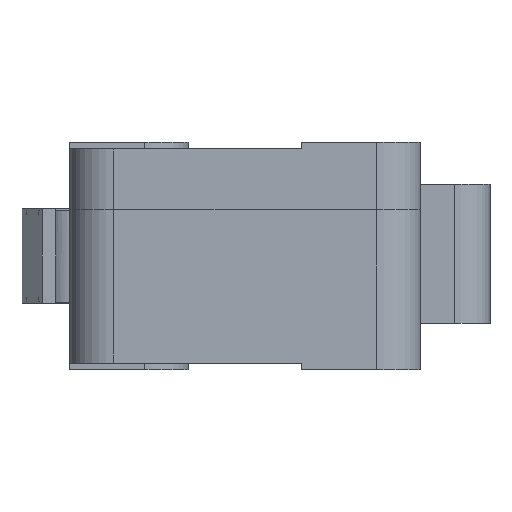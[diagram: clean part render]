
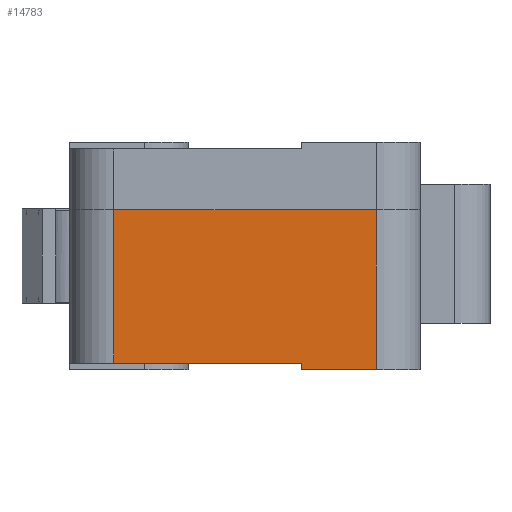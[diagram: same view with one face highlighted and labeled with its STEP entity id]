
A CAD part, left-side view. The second image highlights one B-rep face of the part: STEP entity #14783.
In plain terms, the highlighted planar face has unit normal (-1, 0, 0).
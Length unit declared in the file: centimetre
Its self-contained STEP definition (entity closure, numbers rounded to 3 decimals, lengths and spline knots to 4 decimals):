
#1657=FACE_OUTER_BOUND('',#2499,.T.);
#2499=EDGE_LOOP('',(#13475,#13476,#13477,#13478,#13479,#13480));
#3610=LINE('',#24004,#5208);
#4077=LINE('',#26848,#5675);
#4081=LINE('',#26858,#5679);
#4084=LINE('',#26868,#5682);
#4087=LINE('',#26874,#5685);
#4100=LINE('',#26906,#5698);
#5208=VECTOR('',#17370,1.);
#5675=VECTOR('',#18391,1.);
#5679=VECTOR('',#18399,1.);
#5682=VECTOR('',#18412,1.);
#5685=VECTOR('',#18421,1.);
#5698=VECTOR('',#18462,1.);
#6799=VERTEX_POINT('',#23992);
#6802=VERTEX_POINT('',#24003);
#7092=VERTEX_POINT('',#26844);
#7093=VERTEX_POINT('',#26846);
#7097=VERTEX_POINT('',#26857);
#7099=VERTEX_POINT('',#26866);
#8589=EDGE_CURVE('',#6802,#6799,#3610,.T.);
#9206=EDGE_CURVE('',#7092,#7093,#4077,.T.);
#9211=EDGE_CURVE('',#7097,#7092,#4081,.T.);
#9216=EDGE_CURVE('',#7099,#7093,#4084,.T.);
#9219=EDGE_CURVE('',#7097,#6799,#4087,.T.);
#9234=EDGE_CURVE('',#7099,#6802,#4100,.T.);
#13475=ORIENTED_EDGE('',*,*,#8589,.T.);
#13476=ORIENTED_EDGE('',*,*,#9219,.F.);
#13477=ORIENTED_EDGE('',*,*,#9211,.T.);
#13478=ORIENTED_EDGE('',*,*,#9206,.T.);
#13479=ORIENTED_EDGE('',*,*,#9216,.F.);
#13480=ORIENTED_EDGE('',*,*,#9234,.T.);
#14007=PLANE('',#15487);
#14783=ADVANCED_FACE('',(#1657),#14007,.T.);
#15487=AXIS2_PLACEMENT_3D('',#26905,#18460,#18461);
#17370=DIRECTION('',(0.,1.,0.));
#18391=DIRECTION('',(0.,0.,-1.));
#18399=DIRECTION('',(0.,-1.,0.));
#18412=DIRECTION('',(0.,1.,0.));
#18421=DIRECTION('',(0.,0.,1.));
#18460=DIRECTION('center_axis',(-1.,0.,0.));
#18461=DIRECTION('ref_axis',(0.,0.,1.));
#18462=DIRECTION('',(0.,0.,1.));
#23992=CARTESIAN_POINT('',(-2.89,0.6425,0.725));
#24003=CARTESIAN_POINT('',(-2.89,-0.5475,0.725));
#24004=CARTESIAN_POINT('',(-2.89,0.1475,0.725));
#26844=CARTESIAN_POINT('',(-2.89,-0.2075,0.03));
#26846=CARTESIAN_POINT('',(-2.89,-0.2075,0.));
#26848=CARTESIAN_POINT('',(-2.89,-0.2075,0.));
#26857=CARTESIAN_POINT('',(-2.89,0.6425,0.03));
#26858=CARTESIAN_POINT('',(-2.89,-0.246,0.03));
#26866=CARTESIAN_POINT('',(-2.89,-0.5475,0.));
#26868=CARTESIAN_POINT('',(-2.89,-0.5475,0.));
#26874=CARTESIAN_POINT('',(-2.89,0.6425,0.));
#26905=CARTESIAN_POINT('Origin',(-2.89,-0.5475,0.));
#26906=CARTESIAN_POINT('',(-2.89,-0.5475,0.));
